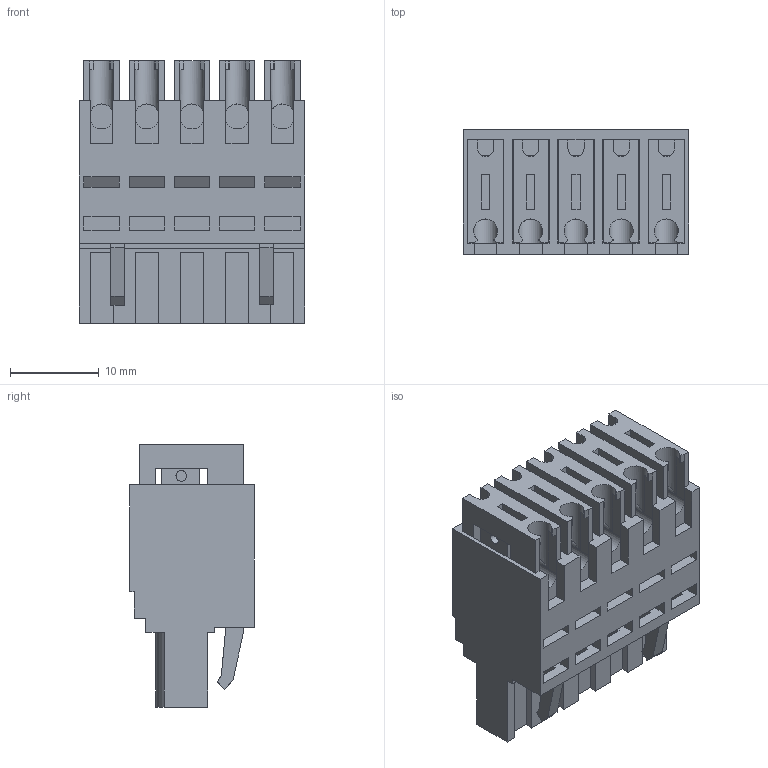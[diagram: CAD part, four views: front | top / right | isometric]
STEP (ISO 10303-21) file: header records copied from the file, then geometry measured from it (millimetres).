
FILE_DESCRIPTION( ( 'Unknown' ), '1' );
FILE_NAME( '691358710005.stp', 'Unknown', ( 'Unknown' ), ( 'Unknown' ), 'PSStep 18.0.17', 'Unknown', ' ' );
FILE_SCHEMA( ( 'AUTOMOTIVE_DESIGN { 1 0 10303 214 1 1 1 1 }' ) );
Length unit declared in the file: millimetre
Products named in the file (4): Assem1; 6913587100xx; 691(358710)(359740)0xx_Actuator; 691358710005
Assembly tree (11 placements, depth 2):
  Assem1
    6913587100xx  x5
    691(358710)(359740)0xx_Actuator  x5
    691358710005
Bounding box: 25.4 x 14 x 29.5 mm (x, y, z)
Volume: 4471.9 mm3; surface area: 11605.2 mm2
Topology: 6 solids, 11 shells, 1581 faces, 4523 edges, 2953 vertices
Faces by surface type: plane 1107, cylinder 429, bspline 20, torus 20, cone 5
Full cylindrical faces by diameter (mm): 1.2 x5, 1.5 x5, 2.9 x5
Entity records: 26671 total; most frequent: CARTESIAN_POINT 4859, ORIENTED_EDGE 3580, DIRECTION 3277, EDGE_CURVE 1790, LINE 1545, VECTOR 1545, VERTEX_POINT 1188, AXIS2_PLACEMENT_3D 866
